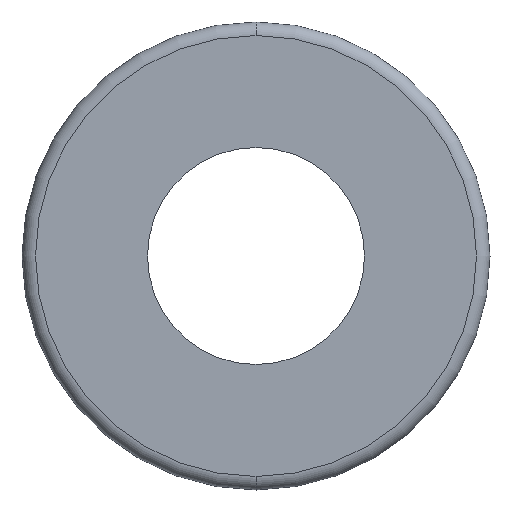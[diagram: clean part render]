
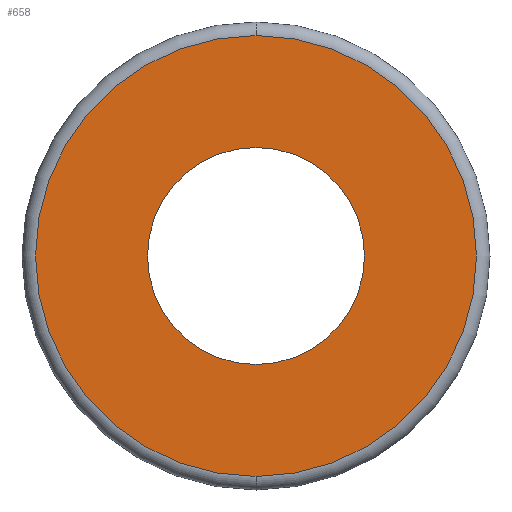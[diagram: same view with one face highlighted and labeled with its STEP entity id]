
A CAD part, front view. The second image highlights one B-rep face of the part: STEP entity #658.
In plain terms, the highlighted planar face has unit normal (0, -1, 0).
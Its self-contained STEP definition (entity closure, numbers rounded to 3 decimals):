
#17 = DIRECTION ( 'NONE',  ( 0., 0., 1. ) ) ;
#20 = DIRECTION ( 'NONE',  ( 0., 1., 0. ) ) ;
#37 = CARTESIAN_POINT ( 'NONE',  ( 0., 0., 0. ) ) ;
#42 = CARTESIAN_POINT ( 'NONE',  ( 0., 0., 0. ) ) ;
#49 = AXIS2_PLACEMENT_3D ( 'NONE', #421, #401, #400 ) ;
#74 = ORIENTED_EDGE ( 'NONE', *, *, #298, .T. ) ;
#82 = ORIENTED_EDGE ( 'NONE', *, *, #449, .T. ) ;
#90 = VERTEX_POINT ( 'NONE', #233 ) ;
#103 = ORIENTED_EDGE ( 'NONE', *, *, #495, .F. ) ;
#110 = DIRECTION ( 'NONE',  ( 0., 0., 1. ) ) ;
#117 = AXIS2_PLACEMENT_3D ( 'NONE', #497, #494, #492 ) ;
#147 = ORIENTED_EDGE ( 'NONE', *, *, #246, .F. ) ;
#153 = AXIS2_PLACEMENT_3D ( 'NONE', #37, #20, #17 ) ;
#165 = EDGE_LOOP ( 'NONE', ( #103, #147 ) ) ;
#169 = VERTEX_POINT ( 'NONE', #343 ) ;
#180 = FACE_BOUND ( 'NONE', #372, .T. ) ;
#194 = FACE_OUTER_BOUND ( 'NONE', #165, .T. ) ;
#207 = AXIS2_PLACEMENT_3D ( 'NONE', #418, #651, #110 ) ;
#223 = VERTEX_POINT ( 'NONE', #671 ) ;
#227 = AXIS2_PLACEMENT_3D ( 'NONE', #42, #340, #682 ) ;
#233 = CARTESIAN_POINT ( 'NONE',  ( 0., 0., -8.125 ) ) ;
#246 = EDGE_CURVE ( 'NONE', #90, #223, #638, .T. ) ;
#298 = EDGE_CURVE ( 'NONE', #169, #569, #674, .T. ) ;
#340 = DIRECTION ( 'NONE',  ( 0., 1., 0. ) ) ;
#343 = CARTESIAN_POINT ( 'NONE',  ( 0., 0., 4. ) ) ;
#346 = CIRCLE ( 'NONE', #117, 8.125 ) ;
#372 = EDGE_LOOP ( 'NONE', ( #74, #82 ) ) ;
#388 = CIRCLE ( 'NONE', #153, 4. ) ;
#400 = DIRECTION ( 'NONE',  ( 0., 0., 1. ) ) ;
#401 = DIRECTION ( 'NONE',  ( 0., 1., 0. ) ) ;
#418 = CARTESIAN_POINT ( 'NONE',  ( 0., 0., 0. ) ) ;
#421 = CARTESIAN_POINT ( 'NONE',  ( 0., 0., 0. ) ) ;
#428 = PLANE ( 'NONE',  #49 ) ;
#449 = EDGE_CURVE ( 'NONE', #569, #169, #388, .T. ) ;
#465 = CARTESIAN_POINT ( 'NONE',  ( 0., 0., -4. ) ) ;
#492 = DIRECTION ( 'NONE',  ( 0., 0., 1. ) ) ;
#494 = DIRECTION ( 'NONE',  ( 0., 1., 0. ) ) ;
#495 = EDGE_CURVE ( 'NONE', #223, #90, #346, .T. ) ;
#497 = CARTESIAN_POINT ( 'NONE',  ( 0., 0., 0. ) ) ;
#569 = VERTEX_POINT ( 'NONE', #465 ) ;
#638 = CIRCLE ( 'NONE', #227, 8.125 ) ;
#651 = DIRECTION ( 'NONE',  ( 0., 1., 0. ) ) ;
#658 = ADVANCED_FACE ( 'NONE', ( #180, #194 ), #428, .F. ) ;
#671 = CARTESIAN_POINT ( 'NONE',  ( 0., 0., 8.125 ) ) ;
#674 = CIRCLE ( 'NONE', #207, 4. ) ;
#682 = DIRECTION ( 'NONE',  ( 0., 0., 1. ) ) ;
